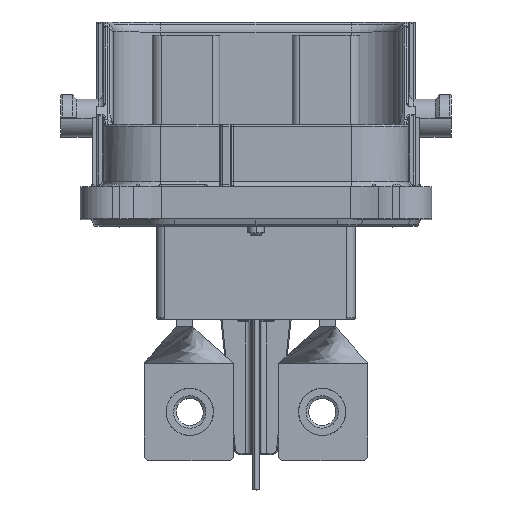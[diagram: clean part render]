
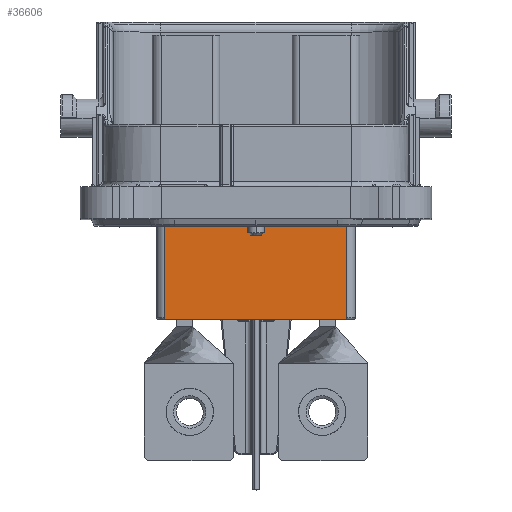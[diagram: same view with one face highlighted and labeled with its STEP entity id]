
A CAD part, top view. The second image highlights one B-rep face of the part: STEP entity #36606.
In plain terms, the highlighted planar face has unit normal (0, 0, 1).
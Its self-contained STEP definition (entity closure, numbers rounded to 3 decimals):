
#1473 = EDGE_LOOP ( 'NONE', ( #38755, #8117, #35738, #40050, #19507 ) ) ;
#2255 = CARTESIAN_POINT ( 'NONE',  ( -41.432, -29.515, 86.034 ) ) ;
#2640 = FACE_OUTER_BOUND ( 'NONE', #1473, .T. ) ;
#3371 = CARTESIAN_POINT ( 'NONE',  ( 0., -11.015, 86.034 ) ) ;
#5179 = CARTESIAN_POINT ( 'NONE',  ( -7.843, -29.515, 86.034 ) ) ;
#6448 = EDGE_CURVE ( 'NONE', #32929, #41003, #10739, .T. ) ;
#8117 = ORIENTED_EDGE ( 'NONE', *, *, #23779, .F. ) ;
#10625 = AXIS2_PLACEMENT_3D ( 'NONE', #11459, #45893, #33883 ) ;
#10739 = LINE ( 'NONE', #35786, #44395 ) ;
#11459 = CARTESIAN_POINT ( 'NONE',  ( 0., 0., 86.034 ) ) ;
#12710 = DIRECTION ( 'NONE',  ( 0., 1., 0. ) ) ;
#12795 = DIRECTION ( 'NONE',  ( 0., 1., 0. ) ) ;
#14330 = VECTOR ( 'NONE', #19382, 1000. ) ;
#15738 = LINE ( 'NONE', #16682, #45184 ) ;
#16682 = CARTESIAN_POINT ( 'NONE',  ( -7.843, -29.515, 86.034 ) ) ;
#17147 = DIRECTION ( 'NONE',  ( 1., 0., 0. ) ) ;
#17491 = CARTESIAN_POINT ( 'NONE',  ( -7.843, -29.215, 86.034 ) ) ;
#19382 = DIRECTION ( 'NONE',  ( 1., 0., 0. ) ) ;
#19507 = ORIENTED_EDGE ( 'NONE', *, *, #44061, .T. ) ;
#19726 = VERTEX_POINT ( 'NONE', #24671 ) ;
#23779 = EDGE_CURVE ( 'NONE', #48096, #41003, #37242, .T. ) ;
#24671 = CARTESIAN_POINT ( 'NONE',  ( -41.432, -29.515, 86.034 ) ) ;
#29276 = EDGE_CURVE ( 'NONE', #48096, #19726, #43254, .T. ) ;
#32929 = VERTEX_POINT ( 'NONE', #17491 ) ;
#33883 = DIRECTION ( 'NONE',  ( 1., 0., 0. ) ) ;
#35719 = EDGE_CURVE ( 'NONE', #19726, #36717, #38923, .T. ) ;
#35738 = ORIENTED_EDGE ( 'NONE', *, *, #29276, .T. ) ;
#35786 = CARTESIAN_POINT ( 'NONE',  ( -7.843, -29.515, 86.034 ) ) ;
#36606 = ADVANCED_FACE ( 'NONE', ( #2640 ), #38232, .T. ) ;
#36717 = VERTEX_POINT ( 'NONE', #46658 ) ;
#37028 = CARTESIAN_POINT ( 'NONE',  ( -41.432, -11.015, 86.034 ) ) ;
#37242 = LINE ( 'NONE', #3371, #14330 ) ;
#38232 = PLANE ( 'NONE',  #10625 ) ;
#38755 = ORIENTED_EDGE ( 'NONE', *, *, #6448, .T. ) ;
#38923 = LINE ( 'NONE', #5179, #44289 ) ;
#40050 = ORIENTED_EDGE ( 'NONE', *, *, #35719, .T. ) ;
#40804 = DIRECTION ( 'NONE',  ( 0., -1., 0. ) ) ;
#41003 = VERTEX_POINT ( 'NONE', #42126 ) ;
#42126 = CARTESIAN_POINT ( 'NONE',  ( -7.843, -11.015, 86.034 ) ) ;
#43254 = LINE ( 'NONE', #2255, #46194 ) ;
#44061 = EDGE_CURVE ( 'NONE', #36717, #32929, #15738, .T. ) ;
#44289 = VECTOR ( 'NONE', #17147, 1000. ) ;
#44395 = VECTOR ( 'NONE', #12710, 1000. ) ;
#45184 = VECTOR ( 'NONE', #12795, 1000. ) ;
#45893 = DIRECTION ( 'NONE',  ( 0., 0., 1. ) ) ;
#46194 = VECTOR ( 'NONE', #40804, 1000. ) ;
#46658 = CARTESIAN_POINT ( 'NONE',  ( -7.843, -29.515, 86.034 ) ) ;
#48096 = VERTEX_POINT ( 'NONE', #37028 ) ;
